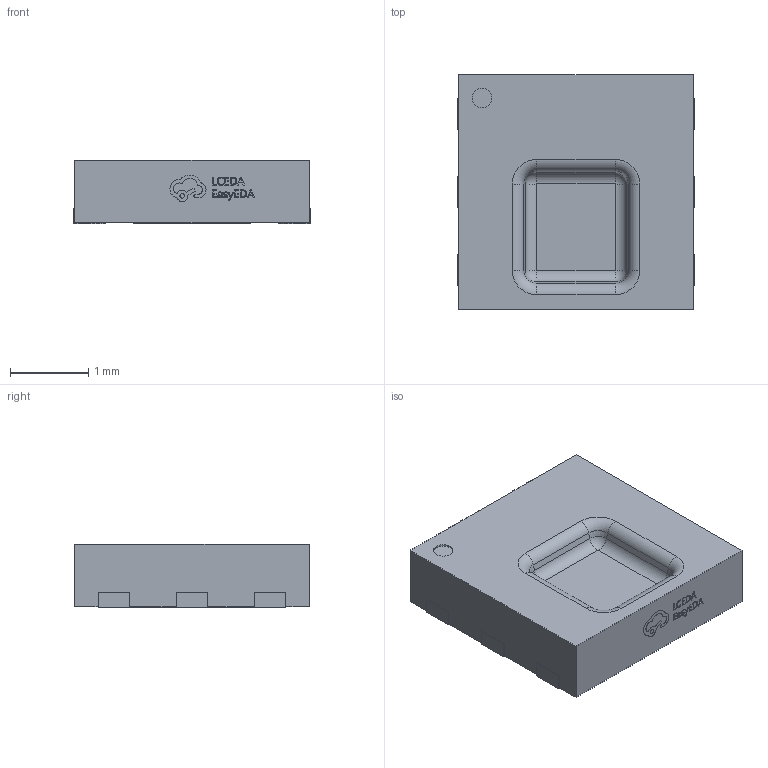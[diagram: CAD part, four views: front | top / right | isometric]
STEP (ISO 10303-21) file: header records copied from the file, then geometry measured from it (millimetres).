
FILE_DESCRIPTION (( 'STEP AP214' ), '1' );
FILE_NAME ('SENSOR-SMD_L3.0-W3.0-H0.8-P1.0.step', '2022-07-12T14:32:32', ( '' ), ( '' ), 'SwSTEP 2.0', 'SolidWorks 2020', '' );
FILE_SCHEMA (( 'AUTOMOTIVE_DESIGN' ));
Length unit declared in the file: millimetre
Products named in the file (1): SENSOR-SMD_L3.0-W3.0-H0.8-P1.0
Bounding box: 3.02 x 3 x 0.81 mm (x, y, z)
Volume: 6.7 mm3; surface area: 28.8 mm2
Topology: 1 solids, 1 shells, 362 faces, 977 edges, 646 vertices
Faces by surface type: plane 219, bspline 112, cylinder 19, torus 8, cone 4
Entity records: 15958 total; most frequent: CARTESIAN_POINT 4090, ORIENTED_EDGE 1954, DIRECTION 1305, EDGE_CURVE 977, VECTOR 695, LINE 695, VERTEX_POINT 646, EDGE_LOOP 391
